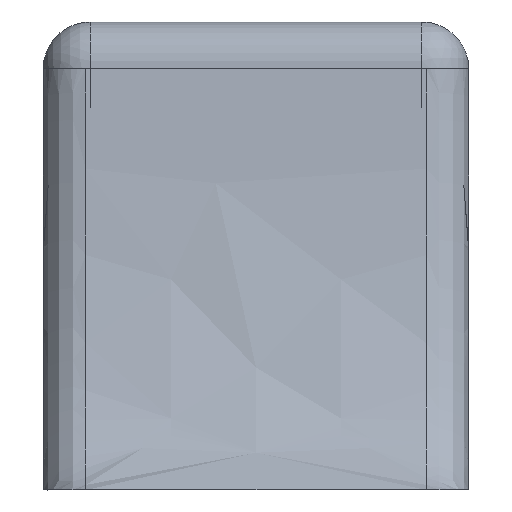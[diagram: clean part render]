
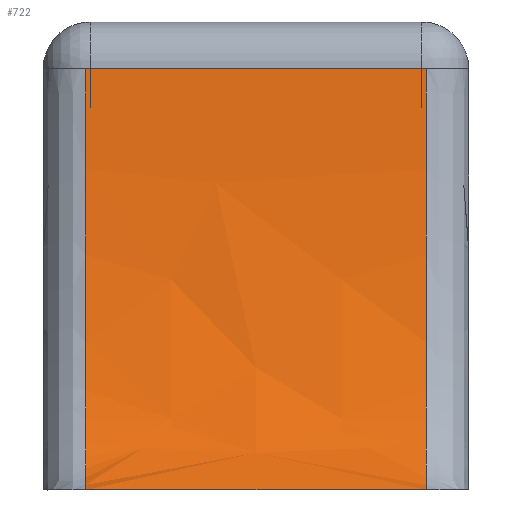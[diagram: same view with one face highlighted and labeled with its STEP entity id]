
A CAD part, left-side view. The second image highlights one B-rep face of the part: STEP entity #722.
In plain terms, the highlighted face is a extrusion surface.
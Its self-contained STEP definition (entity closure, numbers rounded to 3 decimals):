
#722=ADVANCED_FACE('',(#1098),#1100,.T.);
#1098=FACE_BOUND('',#1099,.T.);
#1099=EDGE_LOOP('',(#3155,#3156,#3157,#3158,#3159,#3160));
#1100=SURFACE_OF_LINEAR_EXTRUSION('',#1101,#1102);
#1101=B_SPLINE_CURVE_WITH_KNOTS('',2,
(#3161,#3162,#3163),
.UNSPECIFIED.,.F.,.F.,
(3,3),
(0.,1.),
.UNSPECIFIED.);
#1102=VECTOR('',#1103,0.5);
#1103=DIRECTION('',(0.,1.,0.));
#3155=ORIENTED_EDGE('',*,*,#3357,.T.);
#3156=ORIENTED_EDGE('',*,*,#3358,.F.);
#3157=ORIENTED_EDGE('',*,*,#3355,.T.);
#3158=ORIENTED_EDGE('',*,*,#3359,.F.);
#3159=ORIENTED_EDGE('',*,*,#3360,.F.);
#3160=ORIENTED_EDGE('',*,*,#3340,.F.);
#3161=CARTESIAN_POINT('',(-0.68,-0.25,0.));
#3162=CARTESIAN_POINT('',(-0.544,-0.25,0.04));
#3163=CARTESIAN_POINT('',(-0.5,-0.25,0.495));
#3340=EDGE_CURVE('',#3543,#3546,#3547,.T.);
#3355=EDGE_CURVE('',#3572,#3570,#3573,.T.);
#3357=EDGE_CURVE('',#3543,#3575,#3576,.T.);
#3358=EDGE_CURVE('',#3572,#3575,#3577,.F.);
#3359=EDGE_CURVE('',#3578,#3570,#3579,.F.);
#3360=EDGE_CURVE('',#3546,#3578,#3580,.T.);
#3543=VERTEX_POINT('',#4011);
#3546=VERTEX_POINT('',#4041);
#3547=LINE('',#4042,#4043);
#3570=VERTEX_POINT('',#4142);
#3572=VERTEX_POINT('',#4146);
#3573=LINE('',#4147,#4148);
#3575=VERTEX_POINT('',#4153);
#3576=B_SPLINE_CURVE_WITH_KNOTS('',2,
(#4154,#4155,#4156),
.UNSPECIFIED.,.F.,.F.,
(3,3),
(0.,1.),
.UNSPECIFIED.);
#3577=LINE('',#4157,#4158);
#3578=VERTEX_POINT('',#4160);
#3579=LINE('',#4161,#4162);
#3580=B_SPLINE_CURVE_WITH_KNOTS('',2,
(#4164,#4165,#4166),
.UNSPECIFIED.,.F.,.F.,
(3,3),
(0.,1.),
.UNSPECIFIED.);
#4011=CARTESIAN_POINT('',(-0.68,-0.2,0.));
#4041=CARTESIAN_POINT('',(-0.68,0.2,0.));
#4042=CARTESIAN_POINT('',(-0.68,-0.2,0.));
#4043=VECTOR('',#4044,1.);
#4044=DIRECTION('',(0.,1.,0.));
#4142=CARTESIAN_POINT('',(-0.5,0.195,0.495));
#4146=CARTESIAN_POINT('',(-0.5,-0.195,0.495));
#4147=CARTESIAN_POINT('',(-0.5,-0.195,0.495));
#4148=VECTOR('',#4149,1.);
#4149=DIRECTION('',(0.,1.,0.));
#4153=CARTESIAN_POINT('',(-0.5,-0.2,0.495));
#4154=CARTESIAN_POINT('',(-0.68,-0.2,0.));
#4155=CARTESIAN_POINT('',(-0.544,-0.2,0.04));
#4156=CARTESIAN_POINT('',(-0.5,-0.2,0.495));
#4157=CARTESIAN_POINT('',(-0.5,-0.2,0.495));
#4158=VECTOR('',#4159,1.);
#4159=DIRECTION('',(0.,1.,0.));
#4160=CARTESIAN_POINT('',(-0.5,0.2,0.495));
#4161=CARTESIAN_POINT('',(-0.5,0.195,0.495));
#4162=VECTOR('',#4163,1.);
#4163=DIRECTION('',(0.,1.,0.));
#4164=CARTESIAN_POINT('',(-0.68,0.2,0.));
#4165=CARTESIAN_POINT('',(-0.544,0.2,0.04));
#4166=CARTESIAN_POINT('',(-0.5,0.2,0.495));
